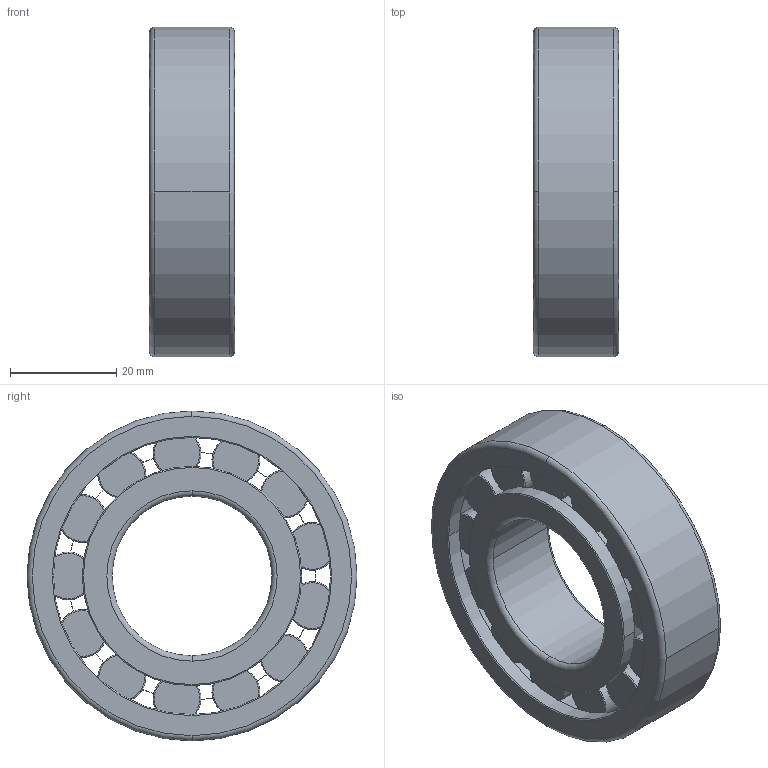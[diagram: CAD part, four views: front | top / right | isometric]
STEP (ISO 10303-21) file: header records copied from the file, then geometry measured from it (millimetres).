
FILE_DESCRIPTION(('STEP AP214'),'1');
FILE_NAME('skf_bearing_nj_206_ecp_2.stp','2023-11-09T13:45:21',('TraceParts'),('TraceParts S.A.'),'Spatial InterOp 3D',' ',' ');
FILE_SCHEMA(('AUTOMOTIVE_DESIGN { 1 0 10303 214 1 1 1 1 }'));
Length unit declared in the file: millimetre
Products named in the file (1): skf_bearing_nj_206_ecp_2_1
Bounding box: 16 x 62 x 62 mm (x, y, z)
Volume: 26388.2 mm3; surface area: 17783.2 mm2
Topology: 3 solids, 3 shells, 169 faces, 466 edges, 330 vertices
Faces by surface type: torus 94, cylinder 40, plane 33, cone 2
Entity records: 6635 total; most frequent: CARTESIAN_POINT 2034, DIRECTION 1078, ORIENTED_EDGE 932, AXIS2_PLACEMENT_3D 518, EDGE_CURVE 466, CIRCLE 346, VERTEX_POINT 330, EDGE_LOOP 202
